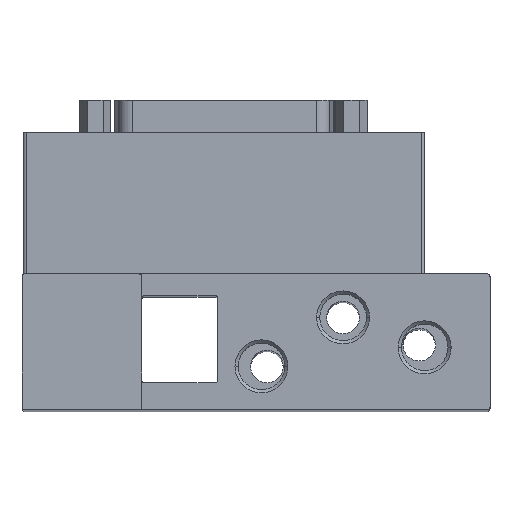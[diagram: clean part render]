
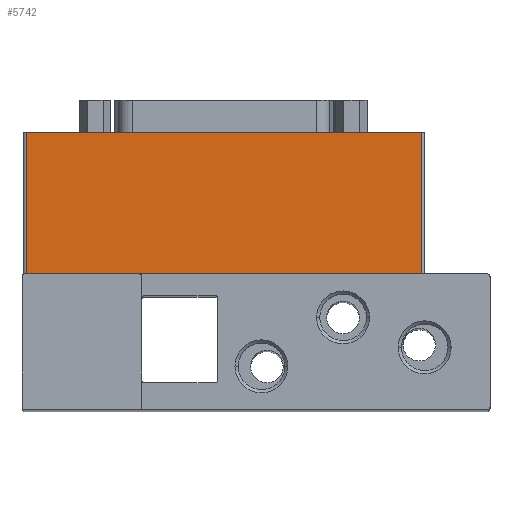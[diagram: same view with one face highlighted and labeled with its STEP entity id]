
A CAD part, top view. The second image highlights one B-rep face of the part: STEP entity #5742.
In plain terms, the highlighted planar face has unit normal (0, 0, 1).
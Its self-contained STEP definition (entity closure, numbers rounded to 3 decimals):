
#50 = EDGE_CURVE ( 'NONE', #5102, #7919, #475, .T. ) ;
#394 = EDGE_CURVE ( 'NONE', #7775, #4618, #1183, .T. ) ;
#472 = EDGE_LOOP ( 'NONE', ( #2220, #2958, #5782, #6534 ) ) ;
#475 = LINE ( 'NONE', #6492, #4693 ) ;
#556 = EDGE_CURVE ( 'NONE', #7919, #7775, #6558, .T. ) ;
#590 = LINE ( 'NONE', #8747, #2813 ) ;
#1183 = LINE ( 'NONE', #1780, #4056 ) ;
#1386 = AXIS2_PLACEMENT_3D ( 'NONE', #6288, #3419, #7225 ) ;
#1780 = CARTESIAN_POINT ( 'NONE',  ( 0.75, 51., -9. ) ) ;
#2220 = ORIENTED_EDGE ( 'NONE', *, *, #2659, .F. ) ;
#2659 = EDGE_CURVE ( 'NONE', #4618, #5102, #590, .T. ) ;
#2813 = VECTOR ( 'NONE', #4990, 1000. ) ;
#2815 = DIRECTION ( 'NONE',  ( 0., 1., 0. ) ) ;
#2958 = ORIENTED_EDGE ( 'NONE', *, *, #394, .F. ) ;
#3035 = CARTESIAN_POINT ( 'NONE',  ( 0.75, 25., -9. ) ) ;
#3290 = CARTESIAN_POINT ( 'NONE',  ( 73.5, 51., -9. ) ) ;
#3419 = DIRECTION ( 'NONE',  ( 0., 0., -1. ) ) ;
#4056 = VECTOR ( 'NONE', #7805, 1000. ) ;
#4451 = CARTESIAN_POINT ( 'NONE',  ( 0.75, 51., -9. ) ) ;
#4618 = VERTEX_POINT ( 'NONE', #3290 ) ;
#4693 = VECTOR ( 'NONE', #5858, 1000. ) ;
#4990 = DIRECTION ( 'NONE',  ( 0., -1., 0. ) ) ;
#5102 = VERTEX_POINT ( 'NONE', #7446 ) ;
#5742 = ADVANCED_FACE ( 'NONE', ( #6930 ), #7077, .F. ) ;
#5782 = ORIENTED_EDGE ( 'NONE', *, *, #556, .F. ) ;
#5858 = DIRECTION ( 'NONE',  ( -1., 0., 0. ) ) ;
#6288 = CARTESIAN_POINT ( 'NONE',  ( 0.75, 51., -9. ) ) ;
#6492 = CARTESIAN_POINT ( 'NONE',  ( 85.5, 25., -9. ) ) ;
#6534 = ORIENTED_EDGE ( 'NONE', *, *, #50, .F. ) ;
#6558 = LINE ( 'NONE', #4451, #7449 ) ;
#6930 = FACE_OUTER_BOUND ( 'NONE', #472, .T. ) ;
#7077 = PLANE ( 'NONE',  #1386 ) ;
#7225 = DIRECTION ( 'NONE',  ( -1., 0., 0. ) ) ;
#7446 = CARTESIAN_POINT ( 'NONE',  ( 73.5, 25., -9. ) ) ;
#7449 = VECTOR ( 'NONE', #2815, 1000. ) ;
#7775 = VERTEX_POINT ( 'NONE', #8735 ) ;
#7805 = DIRECTION ( 'NONE',  ( 1., 0., 0. ) ) ;
#7919 = VERTEX_POINT ( 'NONE', #3035 ) ;
#8735 = CARTESIAN_POINT ( 'NONE',  ( 0.75, 51., -9. ) ) ;
#8747 = CARTESIAN_POINT ( 'NONE',  ( 73.5, 51., -9. ) ) ;
